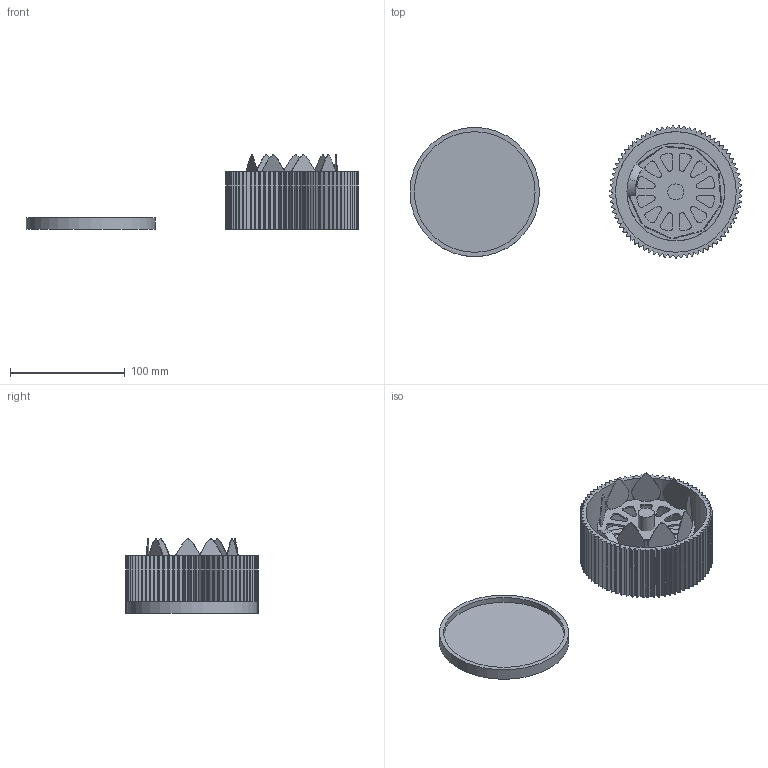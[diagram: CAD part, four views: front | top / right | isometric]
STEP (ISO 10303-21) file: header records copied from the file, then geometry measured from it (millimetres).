
FILE_DESCRIPTION(/* description */ (''),/* implementation_level */ '2;1');
FILE_NAME(/* name */ 'Untitled v1.step',/* time_stamp */ '2024-07-23T21:33:46-07:00',/* author */ (''),/* organization */ (''),/* preprocessor_version */ 'ST-DEVELOPER v20',/* originating_system */ 'Autodesk Translation Framework v13.14.0.145',/* authorisation */ '');
FILE_SCHEMA (('AUTOMOTIVE_DESIGN { 1 0 10303 214 3 1 1 }'));
Length unit declared in the file: millimetre
Products named in the file (1): Untitled
Bounding box: 288.83 x 115.08 x 65 mm (x, y, z)
Volume: 180499.8 mm3; surface area: 108319.6 mm2
Topology: 12 solids, 12 shells, 589 faces, 1689 edges, 1126 vertices
Faces by surface type: cylinder 281, plane 276, bspline 32
Full cylindrical faces by diameter (mm): 14 x1, 85 x1, 105 x2, 112.56 x1
Entity records: 20695 total; most frequent: CARTESIAN_POINT 4958, ORIENTED_EDGE 3378, DIRECTION 3295, EDGE_CURVE 1689, VERTEX_POINT 1126, AXIS2_PLACEMENT_3D 1117, LINE 1061, VECTOR 1061
